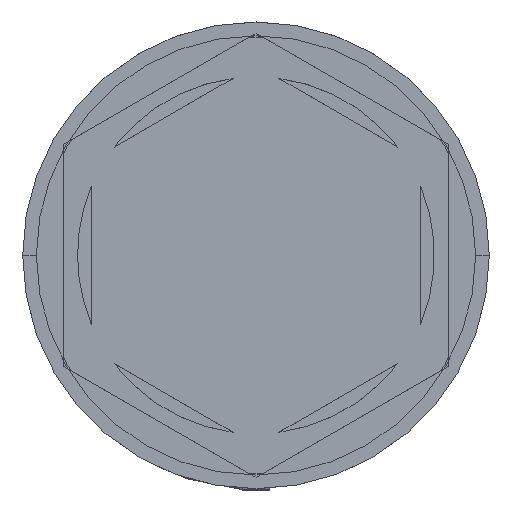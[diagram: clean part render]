
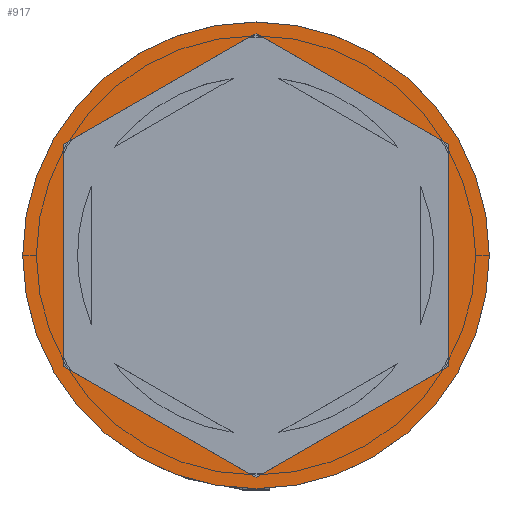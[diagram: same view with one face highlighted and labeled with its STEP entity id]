
A CAD part, top view. The second image highlights one B-rep face of the part: STEP entity #917.
In plain terms, the highlighted planar face has unit normal (0, 0, 1).
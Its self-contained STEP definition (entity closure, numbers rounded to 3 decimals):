
#43 = DIRECTION ( 'NONE',  ( -0.866, 0.5, 0. ) ) ;
#50 = CARTESIAN_POINT ( 'NONE',  ( 7., 4.041, 0. ) ) ;
#89 = DIRECTION ( 'NONE',  ( 0., 0., 1. ) ) ;
#171 = ORIENTED_EDGE ( 'NONE', *, *, #4060, .T. ) ;
#172 = EDGE_CURVE ( 'NONE', #1997, #1622, #2315, .T. ) ;
#357 = VECTOR ( 'NONE', #2612, 1000. ) ;
#378 = EDGE_LOOP ( 'NONE', ( #171, #1773 ) ) ;
#416 = FACE_BOUND ( 'NONE', #3563, .T. ) ;
#467 = DIRECTION ( 'NONE',  ( 0., -1., 0. ) ) ;
#498 = EDGE_CURVE ( 'NONE', #3983, #1997, #3721, .T. ) ;
#513 = CIRCLE ( 'NONE', #977, 8.5 ) ;
#637 = VECTOR ( 'NONE', #467, 1000. ) ;
#650 = ORIENTED_EDGE ( 'NONE', *, *, #172, .F. ) ;
#661 = CARTESIAN_POINT ( 'NONE',  ( -7., -4.041, 0. ) ) ;
#803 = EDGE_CURVE ( 'NONE', #1812, #3983, #1332, .T. ) ;
#836 = CARTESIAN_POINT ( 'NONE',  ( 0., 0., 0. ) ) ;
#849 = CARTESIAN_POINT ( 'NONE',  ( -7., 4.041, 0. ) ) ;
#860 = CARTESIAN_POINT ( 'NONE',  ( 0., -8.083, 0. ) ) ;
#917 = ADVANCED_FACE ( 'NONE', ( #416, #2657 ), #1725, .T. ) ;
#967 = EDGE_CURVE ( 'NONE', #1878, #3501, #2556, .T. ) ;
#977 = AXIS2_PLACEMENT_3D ( 'NONE', #2484, #3771, #1219 ) ;
#1028 = ORIENTED_EDGE ( 'NONE', *, *, #498, .F. ) ;
#1219 = DIRECTION ( 'NONE',  ( 1., 0., 0. ) ) ;
#1332 = LINE ( 'NONE', #3646, #357 ) ;
#1378 = CARTESIAN_POINT ( 'NONE',  ( 0., 8.083, 0. ) ) ;
#1389 = EDGE_CURVE ( 'NONE', #3229, #2587, #2910, .T. ) ;
#1464 = CARTESIAN_POINT ( 'NONE',  ( 0., -8.083, 0. ) ) ;
#1476 = AXIS2_PLACEMENT_3D ( 'NONE', #836, #3994, #3715 ) ;
#1622 = VERTEX_POINT ( 'NONE', #50 ) ;
#1674 = LINE ( 'NONE', #2013, #4016 ) ;
#1675 = VECTOR ( 'NONE', #3185, 1000. ) ;
#1706 = DIRECTION ( 'NONE',  ( 1., 0., 0. ) ) ;
#1725 = PLANE ( 'NONE',  #3354 ) ;
#1726 = ORIENTED_EDGE ( 'NONE', *, *, #803, .F. ) ;
#1773 = ORIENTED_EDGE ( 'NONE', *, *, #967, .T. ) ;
#1812 = VERTEX_POINT ( 'NONE', #661 ) ;
#1825 = EDGE_CURVE ( 'NONE', #1622, #3229, #1674, .T. ) ;
#1878 = VERTEX_POINT ( 'NONE', #2913 ) ;
#1935 = ORIENTED_EDGE ( 'NONE', *, *, #2970, .F. ) ;
#1997 = VERTEX_POINT ( 'NONE', #3331 ) ;
#2013 = CARTESIAN_POINT ( 'NONE',  ( 7., 4.041, 0. ) ) ;
#2112 = ORIENTED_EDGE ( 'NONE', *, *, #1389, .F. ) ;
#2137 = DIRECTION ( 'NONE',  ( 0.866, 0.5, 0. ) ) ;
#2225 = CARTESIAN_POINT ( 'NONE',  ( 7., -4.041, 0. ) ) ;
#2315 = LINE ( 'NONE', #2225, #1675 ) ;
#2374 = LINE ( 'NONE', #3326, #637 ) ;
#2484 = CARTESIAN_POINT ( 'NONE',  ( 0., 0., 0. ) ) ;
#2547 = ORIENTED_EDGE ( 'NONE', *, *, #1825, .F. ) ;
#2556 = CIRCLE ( 'NONE', #1476, 8.5 ) ;
#2587 = VERTEX_POINT ( 'NONE', #849 ) ;
#2612 = DIRECTION ( 'NONE',  ( 0.866, -0.5, 0. ) ) ;
#2657 = FACE_OUTER_BOUND ( 'NONE', #378, .T. ) ;
#2830 = DIRECTION ( 'NONE',  ( -0.866, -0.5, 0. ) ) ;
#2858 = CARTESIAN_POINT ( 'NONE',  ( 8.5, 0., 0. ) ) ;
#2910 = LINE ( 'NONE', #3198, #4013 ) ;
#2913 = CARTESIAN_POINT ( 'NONE',  ( -8.5, 0., 0. ) ) ;
#2970 = EDGE_CURVE ( 'NONE', #2587, #1812, #2374, .T. ) ;
#3001 = CARTESIAN_POINT ( 'NONE',  ( 0., 0., 0. ) ) ;
#3185 = DIRECTION ( 'NONE',  ( 0., 1., 0. ) ) ;
#3198 = CARTESIAN_POINT ( 'NONE',  ( 0., 8.083, 0. ) ) ;
#3229 = VERTEX_POINT ( 'NONE', #1378 ) ;
#3326 = CARTESIAN_POINT ( 'NONE',  ( -7., 4.041, 0. ) ) ;
#3331 = CARTESIAN_POINT ( 'NONE',  ( 7., -4.041, 0. ) ) ;
#3354 = AXIS2_PLACEMENT_3D ( 'NONE', #3001, #89, #1706 ) ;
#3501 = VERTEX_POINT ( 'NONE', #2858 ) ;
#3563 = EDGE_LOOP ( 'NONE', ( #2547, #650, #1028, #1726, #1935, #2112 ) ) ;
#3646 = CARTESIAN_POINT ( 'NONE',  ( -7., -4.041, 0. ) ) ;
#3715 = DIRECTION ( 'NONE',  ( 1., 0., 0. ) ) ;
#3721 = LINE ( 'NONE', #860, #4009 ) ;
#3771 = DIRECTION ( 'NONE',  ( 0., 0., 1. ) ) ;
#3983 = VERTEX_POINT ( 'NONE', #1464 ) ;
#3994 = DIRECTION ( 'NONE',  ( 0., 0., 1. ) ) ;
#4009 = VECTOR ( 'NONE', #2137, 1000. ) ;
#4013 = VECTOR ( 'NONE', #2830, 1000. ) ;
#4016 = VECTOR ( 'NONE', #43, 1000. ) ;
#4060 = EDGE_CURVE ( 'NONE', #3501, #1878, #513, .T. ) ;
